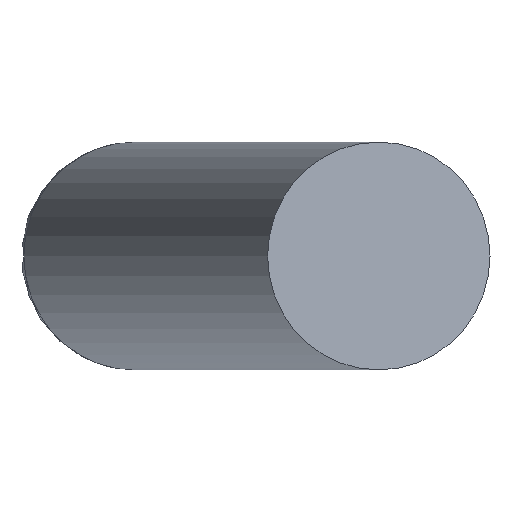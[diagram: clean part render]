
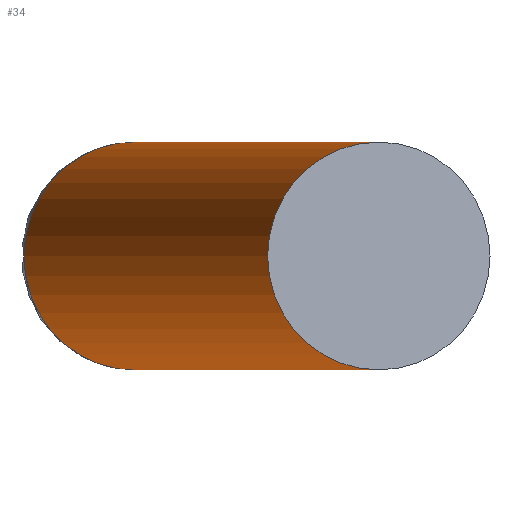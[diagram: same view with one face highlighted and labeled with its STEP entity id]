
A CAD part, front view. The second image highlights one B-rep face of the part: STEP entity #34.
In plain terms, the highlighted cylindrical face has radius 1.397 mm (diameter 2.794 mm), a full revolution.
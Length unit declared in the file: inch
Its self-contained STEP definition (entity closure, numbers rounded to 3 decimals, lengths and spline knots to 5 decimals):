
#15=FACE_BOUND($,#20,.T.);
#16=FACE_OUTER_BOUND($,#19,.T.);
#19=EDGE_LOOP($,(#29));
#20=EDGE_LOOP($,(#30));
#23=CIRCLE($,#41,0.055);
#24=CIRCLE($,#42,0.055);
#25=VERTEX_POINT($,#59);
#26=VERTEX_POINT($,#61);
#27=EDGE_CURVE($,#25,#25,#23,.T.);
#28=EDGE_CURVE($,#26,#26,#24,.T.);
#29=ORIENTED_EDGE($,*,*,#27,.F.);
#30=ORIENTED_EDGE($,*,*,#28,.T.);
#33=CYLINDRICAL_SURFACE($,#40,0.055);
#34=ADVANCED_FACE($,(#16,#15),#33,.T.);
#40=AXIS2_PLACEMENT_3D($,#58,#47,#48);
#41=AXIS2_PLACEMENT_3D($,#60,#49,#50);
#42=AXIS2_PLACEMENT_3D($,#62,#51,#52);
#47=DIRECTION('center_axis',(0.216,-0.976,0.));
#48=DIRECTION('ref_axis',(0.976,0.216,0.));
#49=DIRECTION('center_axis',(0.216,-0.976,0.));
#50=DIRECTION('ref_axis',(0.976,0.216,0.));
#51=DIRECTION('center_axis',(0.216,-0.976,0.));
#52=DIRECTION('ref_axis',(0.976,0.216,0.));
#58=CARTESIAN_POINT('Origin',(-0.03991,0.09254,0.));
#59=CARTESIAN_POINT('',(0.07263,-0.16102,0.));
#60=CARTESIAN_POINT('Origin',(0.01894,-0.17293,0.));
#61=CARTESIAN_POINT('',(-0.04507,0.3699,0.));
#62=CARTESIAN_POINT('Origin',(-0.09876,0.358,0.));
